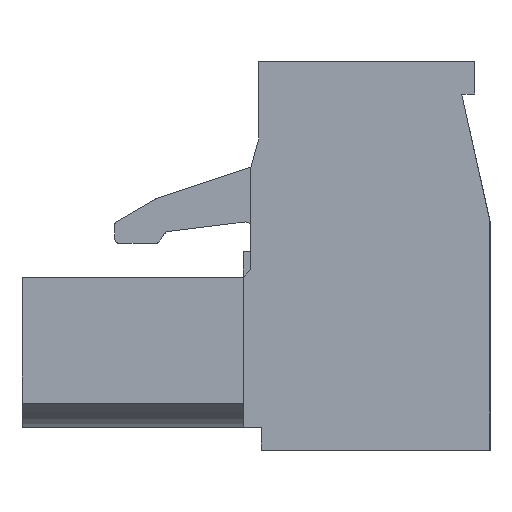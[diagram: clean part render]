
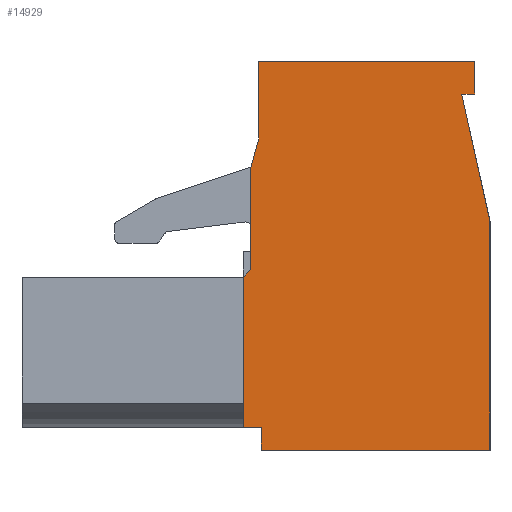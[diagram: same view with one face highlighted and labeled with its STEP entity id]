
A CAD part, left-side view. The second image highlights one B-rep face of the part: STEP entity #14929.
In plain terms, the highlighted planar face has unit normal (-1, 0, 0).
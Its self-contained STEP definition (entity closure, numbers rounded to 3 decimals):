
#2616=ORIENTED_EDGE('',*,*,#5769,.F.);
#2617=ORIENTED_EDGE('',*,*,#5191,.F.);
#2618=ORIENTED_EDGE('',*,*,#5483,.F.);
#2619=ORIENTED_EDGE('',*,*,#5008,.F.);
#2620=ORIENTED_EDGE('',*,*,#5469,.F.);
#2621=ORIENTED_EDGE('',*,*,#5241,.F.);
#2622=ORIENTED_EDGE('',*,*,#5050,.F.);
#2623=ORIENTED_EDGE('',*,*,#5470,.F.);
#2624=ORIENTED_EDGE('',*,*,#4980,.F.);
#2625=ORIENTED_EDGE('',*,*,#5474,.F.);
#2626=ORIENTED_EDGE('',*,*,#5477,.F.);
#2627=ORIENTED_EDGE('',*,*,#4736,.F.);
#2628=ORIENTED_EDGE('',*,*,#5514,.F.);
#4736=EDGE_CURVE('',#6857,#6858,#8257,.T.);
#4980=EDGE_CURVE('',#7070,#7071,#8480,.T.);
#5008=EDGE_CURVE('',#7098,#7099,#8508,.T.);
#5050=EDGE_CURVE('',#7135,#7136,#8549,.T.);
#5191=EDGE_CURVE('',#7270,#7271,#8665,.T.);
#5241=EDGE_CURVE('',#7136,#7311,#8714,.T.);
#5469=EDGE_CURVE('',#7311,#7098,#8921,.T.);
#5470=EDGE_CURVE('',#7071,#7135,#8922,.T.);
#5474=EDGE_CURVE('',#7471,#7070,#8926,.T.);
#5477=EDGE_CURVE('',#6858,#7471,#8929,.T.);
#5483=EDGE_CURVE('',#7099,#7270,#8935,.T.);
#5514=EDGE_CURVE('',#7483,#6857,#8964,.T.);
#5769=EDGE_CURVE('',#7271,#7483,#9185,.T.);
#6857=VERTEX_POINT('',#20684);
#6858=VERTEX_POINT('',#20686);
#7070=VERTEX_POINT('',#21174);
#7071=VERTEX_POINT('',#21176);
#7098=VERTEX_POINT('',#21231);
#7099=VERTEX_POINT('',#21233);
#7135=VERTEX_POINT('',#21311);
#7136=VERTEX_POINT('',#21313);
#7270=VERTEX_POINT('',#21592);
#7271=VERTEX_POINT('',#21594);
#7311=VERTEX_POINT('',#21694);
#7471=VERTEX_POINT('',#22142);
#7483=VERTEX_POINT('',#22220);
#8257=LINE('',#20685,#10125);
#8480=LINE('',#21175,#10348);
#8508=LINE('',#21232,#10376);
#8549=LINE('',#21312,#10417);
#8665=LINE('',#21593,#10533);
#8714=LINE('',#21693,#10582);
#8921=LINE('',#22132,#10789);
#8922=LINE('',#22134,#10790);
#8926=LINE('',#22143,#10794);
#8929=LINE('',#22148,#10797);
#8935=LINE('',#22157,#10803);
#8964=LINE('',#22221,#10832);
#9185=LINE('',#22775,#11053);
#10125=VECTOR('',#16675,1000.);
#10348=VECTOR('',#17006,1000.);
#10376=VECTOR('',#17036,1000.);
#10417=VECTOR('',#17081,1000.);
#10533=VECTOR('',#17257,1000.);
#10582=VECTOR('',#17328,1000.);
#10789=VECTOR('',#17685,1000.);
#10790=VECTOR('',#17688,1000.);
#10794=VECTOR('',#17694,1000.);
#10797=VECTOR('',#17699,1000.);
#10803=VECTOR('',#17709,1000.);
#10832=VECTOR('',#17788,1000.);
#11053=VECTOR('',#18503,1000.);
#12457=EDGE_LOOP('',(#2616,#2617,#2618,#2619,#2620,#2621,#2622,#2623,#2624,
#2625,#2626,#2627,#2628));
#13396=FACE_BOUND('',#12457,.T.);
#14190=PLANE('',#16101);
#14929=ADVANCED_FACE('',(#13396),#14190,.F.);
#16101=AXIS2_PLACEMENT_3D('',#22909,#18665,#18666);
#16675=DIRECTION('',(0.,0.,1.));
#17006=DIRECTION('',(0.,-1.,0.));
#17036=DIRECTION('',(0.,1.,0.));
#17081=DIRECTION('',(0.,1.,0.));
#17257=DIRECTION('',(0.,1.,0.));
#17328=DIRECTION('',(0.,-0.217,-0.976));
#17685=DIRECTION('',(0.,0.,-1.));
#17688=DIRECTION('',(0.,0.,-1.));
#17694=DIRECTION('',(0.,0.,1.));
#17699=DIRECTION('',(0.,-0.263,0.965));
#17709=DIRECTION('',(0.,0.,1.));
#17788=DIRECTION('',(0.,-0.707,0.707));
#18503=DIRECTION('',(0.,0.,1.));
#18665=DIRECTION('',(1.,0.,0.));
#18666=DIRECTION('',(0.,0.,-1.));
#20684=CARTESIAN_POINT('',(-15.34,4.85,2.575));
#20685=CARTESIAN_POINT('',(-15.34,4.85,6.55));
#20686=CARTESIAN_POINT('',(-15.34,4.85,6.55));
#21174=CARTESIAN_POINT('',(-15.34,4.55,10.65));
#21175=CARTESIAN_POINT('',(-15.34,-3.85,10.65));
#21176=CARTESIAN_POINT('',(-15.34,-3.85,10.65));
#21231=CARTESIAN_POINT('',(-15.34,-4.45,-4.45));
#21232=CARTESIAN_POINT('',(-15.34,4.45,-4.45));
#21233=CARTESIAN_POINT('',(-15.34,4.45,-4.45));
#21311=CARTESIAN_POINT('',(-15.34,-3.85,9.4));
#21312=CARTESIAN_POINT('',(-15.34,-3.35,9.4));
#21313=CARTESIAN_POINT('',(-15.34,-3.35,9.4));
#21592=CARTESIAN_POINT('',(-15.34,4.45,-3.575));
#21593=CARTESIAN_POINT('',(-15.34,5.15,-3.575));
#21594=CARTESIAN_POINT('',(-15.34,5.15,-3.575));
#21693=CARTESIAN_POINT('',(-15.34,-3.35,9.4));
#21694=CARTESIAN_POINT('',(-15.34,-4.45,4.45));
#22132=CARTESIAN_POINT('',(-15.34,-4.45,-4.45));
#22134=CARTESIAN_POINT('',(-15.34,-3.85,9.4));
#22142=CARTESIAN_POINT('',(-15.34,4.55,7.65));
#22143=CARTESIAN_POINT('',(-15.34,4.55,10.65));
#22148=CARTESIAN_POINT('',(-15.34,4.55,7.65));
#22157=CARTESIAN_POINT('',(-15.34,4.45,-3.575));
#22220=CARTESIAN_POINT('',(-15.34,5.15,2.275));
#22221=CARTESIAN_POINT('',(-15.34,5.15,2.275));
#22775=CARTESIAN_POINT('',(-15.34,5.15,2.275));
#22909=CARTESIAN_POINT('',(-15.34,0.,0.));
